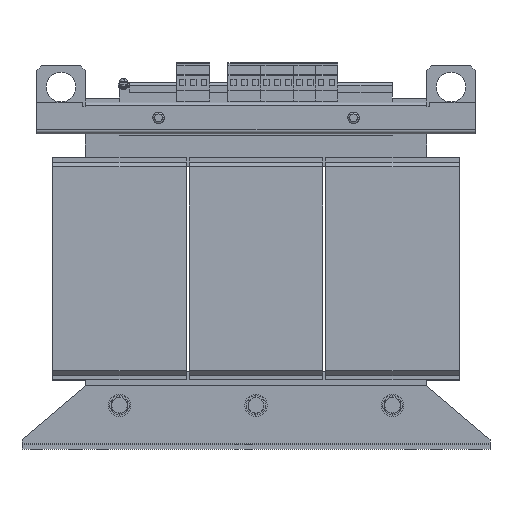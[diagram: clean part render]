
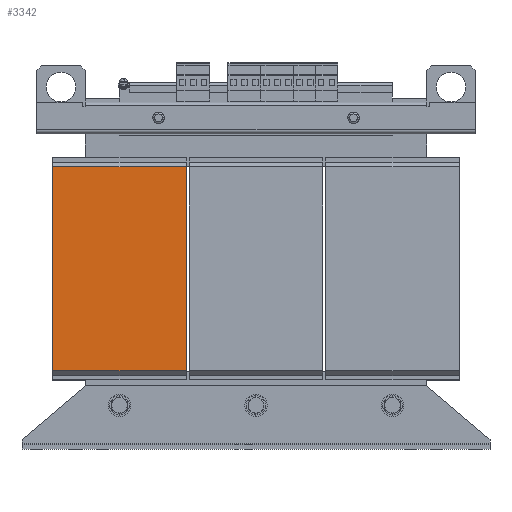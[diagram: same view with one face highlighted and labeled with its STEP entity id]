
A CAD part, top view. The second image highlights one B-rep face of the part: STEP entity #3342.
In plain terms, the highlighted planar face has unit normal (0, 0, 1).
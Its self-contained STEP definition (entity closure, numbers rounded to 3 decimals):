
#222 = EDGE_CURVE ( 'NONE', #4425, #4564, #21388, .T. ) ;
#2385 = CARTESIAN_POINT ( 'NONE',  ( -71.5, 104.5, 85. ) ) ;
#2710 = CARTESIAN_POINT ( 'NONE',  ( -71.5, -104.5, 85. ) ) ;
#3342 = ADVANCED_FACE ( 'NONE', ( #25796 ), #23987, .F. ) ;
#4425 = VERTEX_POINT ( 'NONE', #5350 ) ;
#4564 = VERTEX_POINT ( 'NONE', #28344 ) ;
#5350 = CARTESIAN_POINT ( 'NONE',  ( -71.5, -104.5, 85. ) ) ;
#5532 = ORIENTED_EDGE ( 'NONE', *, *, #10935, .T. ) ;
#5796 = DIRECTION ( 'NONE',  ( 0., -1., 0. ) ) ;
#6013 = DIRECTION ( 'NONE',  ( 0., -1., 0. ) ) ;
#6820 = DIRECTION ( 'NONE',  ( -1., 0., 0. ) ) ;
#6904 = EDGE_CURVE ( 'NONE', #12889, #21921, #9967, .T. ) ;
#7864 = VECTOR ( 'NONE', #11173, 1000. ) ;
#9967 = LINE ( 'NONE', #2385, #7864 ) ;
#10935 = EDGE_CURVE ( 'NONE', #21921, #4564, #25907, .T. ) ;
#11173 = DIRECTION ( 'NONE',  ( -1., 0., 0. ) ) ;
#11389 = AXIS2_PLACEMENT_3D ( 'NONE', #17327, #28605, #19682 ) ;
#12359 = CARTESIAN_POINT ( 'NONE',  ( -71.5, 0., 85. ) ) ;
#12889 = VERTEX_POINT ( 'NONE', #23464 ) ;
#15008 = CARTESIAN_POINT ( 'NONE',  ( -208.5, 0., 85. ) ) ;
#17327 = CARTESIAN_POINT ( 'NONE',  ( -71.5, 0., 85. ) ) ;
#17358 = VECTOR ( 'NONE', #5796, 1000. ) ;
#18150 = VECTOR ( 'NONE', #6013, 1000. ) ;
#19682 = DIRECTION ( 'NONE',  ( 0., 1., 0. ) ) ;
#20564 = CARTESIAN_POINT ( 'NONE',  ( -208.5, 104.5, 85. ) ) ;
#21388 = LINE ( 'NONE', #2710, #24550 ) ;
#21921 = VERTEX_POINT ( 'NONE', #20564 ) ;
#22456 = EDGE_LOOP ( 'NONE', ( #5532, #28770, #24219, #27483 ) ) ;
#23304 = LINE ( 'NONE', #12359, #17358 ) ;
#23464 = CARTESIAN_POINT ( 'NONE',  ( -71.5, 104.5, 85. ) ) ;
#23987 = PLANE ( 'NONE',  #11389 ) ;
#24219 = ORIENTED_EDGE ( 'NONE', *, *, #28256, .F. ) ;
#24550 = VECTOR ( 'NONE', #6820, 1000. ) ;
#25796 = FACE_OUTER_BOUND ( 'NONE', #22456, .T. ) ;
#25907 = LINE ( 'NONE', #15008, #18150 ) ;
#27483 = ORIENTED_EDGE ( 'NONE', *, *, #6904, .T. ) ;
#28256 = EDGE_CURVE ( 'NONE', #12889, #4425, #23304, .T. ) ;
#28344 = CARTESIAN_POINT ( 'NONE',  ( -208.5, -104.5, 85. ) ) ;
#28605 = DIRECTION ( 'NONE',  ( 0., 0., -1. ) ) ;
#28770 = ORIENTED_EDGE ( 'NONE', *, *, #222, .F. ) ;
